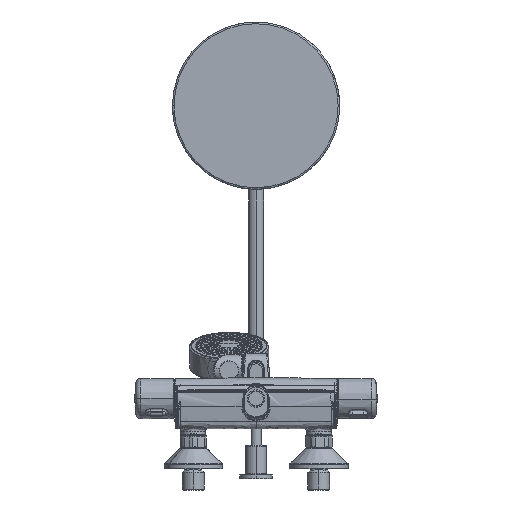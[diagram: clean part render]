
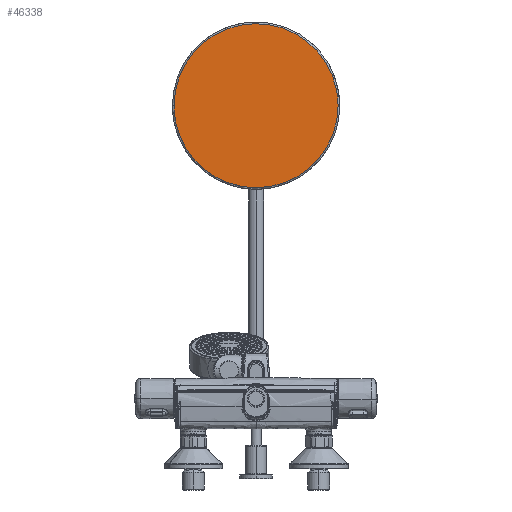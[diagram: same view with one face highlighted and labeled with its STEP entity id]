
A CAD part, front view. The second image highlights one B-rep face of the part: STEP entity #46338.
In plain terms, the highlighted planar face has unit normal (0, -1, 0).
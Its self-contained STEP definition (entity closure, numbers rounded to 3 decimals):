
#324 = CARTESIAN_POINT ( 'NONE',  ( 98., 984.9, 350. ) ) ;
#1043 = CARTESIAN_POINT ( 'NONE',  ( 88.086, 984.9, 306.571 ) ) ;
#1302 = CARTESIAN_POINT ( 'NONE',  ( -73.832, 984.9, 285.239 ) ) ;
#1564 = CARTESIAN_POINT ( 'NONE',  ( 77.921, 984.9, 290.221 ) ) ;
#4091 = DIRECTION ( 'NONE',  ( 0., 1., 0. ) ) ;
#5368 = CARTESIAN_POINT ( 'NONE',  ( -88.086, 984.9, 393.429 ) ) ;
#5628 = CARTESIAN_POINT ( 'NONE',  ( 97.368, 984.9, 362.828 ) ) ;
#6156 = CARTESIAN_POINT ( 'NONE',  ( 49.113, 984.9, 435.048 ) ) ;
#6413 = CARTESIAN_POINT ( 'NONE',  ( -59.779, 984.9, 427.921 ) ) ;
#7385 = CARTESIAN_POINT ( 'NONE',  ( 94.866, 984.9, 324.59 ) ) ;
#7640 = CARTESIAN_POINT ( 'NONE',  ( 97.368, 984.9, 337.172 ) ) ;
#7894 = CARTESIAN_POINT ( 'NONE',  ( 98., 984.9, 343.586 ) ) ;
#10394 = AXIS2_PLACEMENT_3D ( 'NONE', #46104, #4091, #52935 ) ;
#11976 = CARTESIAN_POINT ( 'NONE',  ( 31.577, 984.9, 442.995 ) ) ;
#12230 = CARTESIAN_POINT ( 'NONE',  ( 64.761, 984.9, 423.832 ) ) ;
#13188 = CARTESIAN_POINT ( 'NONE',  ( 73.832, 984.9, 285.239 ) ) ;
#13714 = CARTESIAN_POINT ( 'NONE',  ( 12.828, 984.9, 252.632 ) ) ;
#18038 = CARTESIAN_POINT ( 'NONE',  ( -97.368, 984.9, 362.828 ) ) ;
#18309 = CARTESIAN_POINT ( 'NONE',  ( 92.995, 984.9, 381.577 ) ) ;
#18402 = ORIENTED_EDGE ( 'NONE', *, *, #62860, .F. ) ;
#19019 = CARTESIAN_POINT ( 'NONE',  ( -6.414, 984.9, 252. ) ) ;
#19543 = CARTESIAN_POINT ( 'NONE',  ( -59.779, 984.9, 272.079 ) ) ;
#19788 = CARTESIAN_POINT ( 'NONE',  ( -64.761, 984.9, 276.168 ) ) ;
#20970 = FACE_OUTER_BOUND ( 'NONE', #55083, .T. ) ;
#23522 = VERTEX_POINT ( 'NONE', #66702 ) ;
#23595 = CARTESIAN_POINT ( 'NONE',  ( -98., 984.9, 350. ) ) ;
#24125 = CARTESIAN_POINT ( 'NONE',  ( 25.41, 984.9, 444.866 ) ) ;
#25077 = CARTESIAN_POINT ( 'NONE',  ( -25.41, 984.9, 255.134 ) ) ;
#25333 = CARTESIAN_POINT ( 'NONE',  ( 92.995, 984.9, 318.423 ) ) ;
#25597 = CARTESIAN_POINT ( 'NONE',  ( -85.048, 984.9, 300.887 ) ) ;
#25853 = CARTESIAN_POINT ( 'NONE',  ( 43.429, 984.9, 261.914 ) ) ;
#29626 = CARTESIAN_POINT ( 'NONE',  ( -64.761, 984.9, 423.832 ) ) ;
#29894 = CARTESIAN_POINT ( 'NONE',  ( -94.866, 984.9, 375.41 ) ) ;
#30410 = CARTESIAN_POINT ( 'NONE',  ( 94.866, 984.9, 375.41 ) ) ;
#31388 = CARTESIAN_POINT ( 'NONE',  ( -77.921, 984.9, 290.221 ) ) ;
#31646 = CARTESIAN_POINT ( 'NONE',  ( -94.866, 984.9, 324.59 ) ) ;
#35722 = CARTESIAN_POINT ( 'NONE',  ( -12.828, 984.9, 447.368 ) ) ;
#36253 = CARTESIAN_POINT ( 'NONE',  ( 73.832, 984.9, 414.761 ) ) ;
#37485 = CARTESIAN_POINT ( 'NONE',  ( 49.113, 984.9, 264.952 ) ) ;
#38002 = ORIENTED_EDGE ( 'NONE', *, *, #56074, .F. ) ;
#41806 = CARTESIAN_POINT ( 'NONE',  ( -6.414, 984.9, 448. ) ) ;
#42070 = CARTESIAN_POINT ( 'NONE',  ( -73.832, 984.9, 414.761 ) ) ;
#42318 = CARTESIAN_POINT ( 'NONE',  ( 59.779, 984.9, 427.921 ) ) ;
#42566 = CARTESIAN_POINT ( 'NONE',  ( 88.086, 984.9, 393.429 ) ) ;
#43549 = CARTESIAN_POINT ( 'NONE',  ( -43.429, 984.9, 261.914 ) ) ;
#43811 = CARTESIAN_POINT ( 'NONE',  ( -88.086, 984.9, 306.571 ) ) ;
#46104 = CARTESIAN_POINT ( 'NONE',  ( 0., 984.9, 350. ) ) ;
#46338 = ADVANCED_FACE ( 'NONE', ( #20970 ), #52157, .F. ) ;
#47627 = CARTESIAN_POINT ( 'NONE',  ( 12.828, 984.9, 447.368 ) ) ;
#48149 = CARTESIAN_POINT ( 'NONE',  ( 6.414, 984.9, 448. ) ) ;
#48661 = CARTESIAN_POINT ( 'NONE',  ( -85.048, 984.9, 399.113 ) ) ;
#49125 = CARTESIAN_POINT ( 'NONE',  ( 6.414, 984.9, 252. ) ) ;
#49894 = CARTESIAN_POINT ( 'NONE',  ( -31.577, 984.9, 257.005 ) ) ;
#50152 = CARTESIAN_POINT ( 'NONE',  ( -97.368, 984.9, 337.172 ) ) ;
#51646 = VERTEX_POINT ( 'NONE', #70498 ) ;
#52157 = PLANE ( 'NONE',  #10394 ) ;
#52935 = DIRECTION ( 'NONE',  ( 1., 0., 0. ) ) ;
#54454 = CARTESIAN_POINT ( 'NONE',  ( 77.921, 984.9, 409.779 ) ) ;
#55083 = EDGE_LOOP ( 'NONE', ( #18402, #38002 ) ) ;
#55441 = CARTESIAN_POINT ( 'NONE',  ( 64.761, 984.9, 276.168 ) ) ;
#55696 = CARTESIAN_POINT ( 'NONE',  ( 31.577, 984.9, 257.005 ) ) ;
#56074 = EDGE_CURVE ( 'NONE', #51646, #23522, #65526, .T. ) ;
#60314 = CARTESIAN_POINT ( 'NONE',  ( -31.577, 984.9, 442.995 ) ) ;
#60563 = CARTESIAN_POINT ( 'NONE',  ( -25.41, 984.9, 444.866 ) ) ;
#61290 = CARTESIAN_POINT ( 'NONE',  ( -12.828, 984.9, 252.632 ) ) ;
#61547 = CARTESIAN_POINT ( 'NONE',  ( 59.779, 984.9, 272.079 ) ) ;
#61814 = CARTESIAN_POINT ( 'NONE',  ( 98., 984.9, 350. ) ) ;
#62066 = CARTESIAN_POINT ( 'NONE',  ( -98., 984.9, 343.586 ) ) ;
#62317 = CARTESIAN_POINT ( 'NONE',  ( 85.048, 984.9, 300.887 ) ) ;
#62860 = EDGE_CURVE ( 'NONE', #23522, #51646, #68814, .T. ) ;
#65526 = B_SPLINE_CURVE_WITH_KNOTS ( 'NONE', 3,
 ( #23595, #66150, #18038, #29894, #65892, #5368, #48661, #78245, #42070, #29626, #6413, #71936, #72461, #60314, #60563, #35722, #41806, #48149, #47627, #24125, #11976, #66414, #6156, #42318, #12230, #36253, #54454, #77989, #42566, #18309, #30410, #5628, #72717, #324 ),
 .UNSPECIFIED., .F., .F.,
 ( 4, 2, 2, 2, 2, 2, 2, 2, 2, 2, 2, 2, 2, 2, 2, 2, 4 ),
 ( 0.5, 0.531, 0.563, 0.594, 0.625, 0.656, 0.688, 0.719, 0.75, 0.781, 0.813, 0.844, 0.875, 0.906, 0.938, 0.969, 1. ),
 .UNSPECIFIED. ) ;
#65892 = CARTESIAN_POINT ( 'NONE',  ( -92.995, 984.9, 381.577 ) ) ;
#66150 = CARTESIAN_POINT ( 'NONE',  ( -98., 984.9, 356.414 ) ) ;
#66414 = CARTESIAN_POINT ( 'NONE',  ( 43.429, 984.9, 438.086 ) ) ;
#66702 = CARTESIAN_POINT ( 'NONE',  ( 98., 984.9, 350. ) ) ;
#67643 = CARTESIAN_POINT ( 'NONE',  ( -49.113, 984.9, 264.952 ) ) ;
#67901 = CARTESIAN_POINT ( 'NONE',  ( -92.995, 984.9, 318.423 ) ) ;
#68814 = B_SPLINE_CURVE_WITH_KNOTS ( 'NONE', 3,
 ( #61814, #7894, #7640, #7385, #25333, #1043, #62317, #1564, #13188, #55441, #61547, #37485, #25853, #55696, #73948, #13714, #49125, #19019, #61290, #25077, #49894, #43549, #67643, #19543, #19788, #1302, #31388, #25597, #43811, #67901, #31646, #50152, #62066, #74205 ),
 .UNSPECIFIED., .F., .F.,
 ( 4, 2, 2, 2, 2, 2, 2, 2, 2, 2, 2, 2, 2, 2, 2, 2, 4 ),
 ( 0., 0.031, 0.063, 0.094, 0.125, 0.156, 0.188, 0.219, 0.25, 0.281, 0.313, 0.344, 0.375, 0.406, 0.438, 0.469, 0.5 ),
 .UNSPECIFIED. ) ;
#70498 = CARTESIAN_POINT ( 'NONE',  ( -98., 984.9, 350. ) ) ;
#71936 = CARTESIAN_POINT ( 'NONE',  ( -49.113, 984.9, 435.048 ) ) ;
#72461 = CARTESIAN_POINT ( 'NONE',  ( -43.429, 984.9, 438.086 ) ) ;
#72717 = CARTESIAN_POINT ( 'NONE',  ( 98., 984.9, 356.414 ) ) ;
#73948 = CARTESIAN_POINT ( 'NONE',  ( 25.41, 984.9, 255.134 ) ) ;
#74205 = CARTESIAN_POINT ( 'NONE',  ( -98., 984.9, 350. ) ) ;
#77989 = CARTESIAN_POINT ( 'NONE',  ( 85.048, 984.9, 399.113 ) ) ;
#78245 = CARTESIAN_POINT ( 'NONE',  ( -77.921, 984.9, 409.779 ) ) ;
